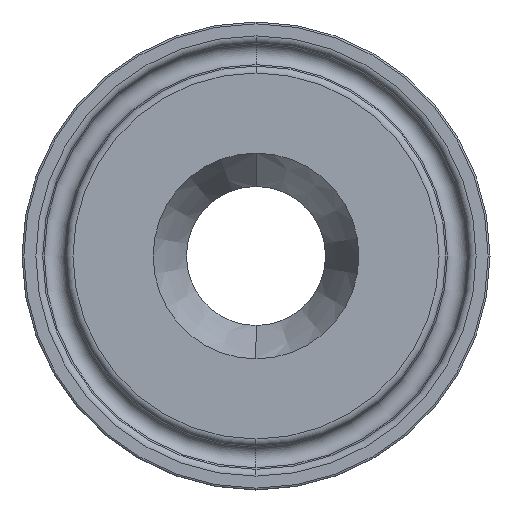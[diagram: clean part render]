
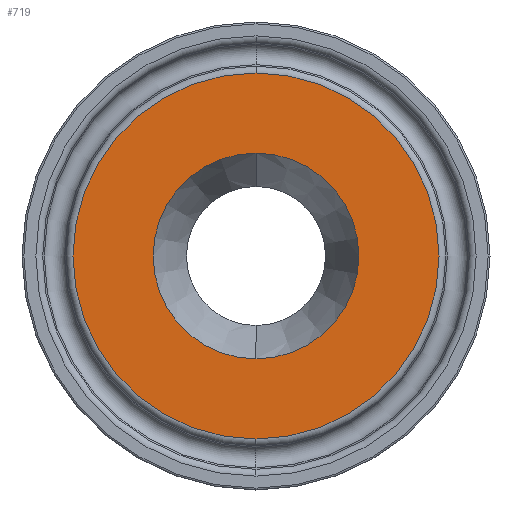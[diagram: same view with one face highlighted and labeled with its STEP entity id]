
A CAD part, left-side view. The second image highlights one B-rep face of the part: STEP entity #719.
In plain terms, the highlighted planar face has unit normal (-1, 0, 0).
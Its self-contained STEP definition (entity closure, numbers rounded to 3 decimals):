
#25 = EDGE_LOOP ( 'NONE', ( #1020, #685 ) ) ;
#49 = CARTESIAN_POINT ( 'NONE',  ( 0., 0., 0. ) ) ;
#87 = CARTESIAN_POINT ( 'NONE',  ( 0., 0., 11.1 ) ) ;
#130 = CIRCLE ( 'NONE', #326, 11.1 ) ;
#131 = AXIS2_PLACEMENT_3D ( 'NONE', #136, #317, #962 ) ;
#136 = CARTESIAN_POINT ( 'NONE',  ( 0., 25.05, 0. ) ) ;
#156 = ORIENTED_EDGE ( 'NONE', *, *, #840, .T. ) ;
#187 = CARTESIAN_POINT ( 'NONE',  ( 0., 0., 0. ) ) ;
#206 = VERTEX_POINT ( 'NONE', #87 ) ;
#240 = EDGE_LOOP ( 'NONE', ( #1042, #156 ) ) ;
#274 = DIRECTION ( 'NONE',  ( -1., 0., 0. ) ) ;
#308 = DIRECTION ( 'NONE',  ( -1., 0., 0. ) ) ;
#314 = AXIS2_PLACEMENT_3D ( 'NONE', #49, #308, #387 ) ;
#317 = DIRECTION ( 'NONE',  ( 1., 0., 0. ) ) ;
#326 = AXIS2_PLACEMENT_3D ( 'NONE', #662, #453, #752 ) ;
#362 = EDGE_CURVE ( 'NONE', #472, #506, #724, .T. ) ;
#387 = DIRECTION ( 'NONE',  ( 0., 0., 1. ) ) ;
#420 = CARTESIAN_POINT ( 'NONE',  ( 0., 0., -11.1 ) ) ;
#450 = CARTESIAN_POINT ( 'NONE',  ( 0., 0., 0. ) ) ;
#453 = DIRECTION ( 'NONE',  ( -1., 0., 0. ) ) ;
#472 = VERTEX_POINT ( 'NONE', #878 ) ;
#483 = CARTESIAN_POINT ( 'NONE',  ( 0., 0., -19.747 ) ) ;
#506 = VERTEX_POINT ( 'NONE', #483 ) ;
#529 = DIRECTION ( 'NONE',  ( 0., 0., 1. ) ) ;
#553 = CIRCLE ( 'NONE', #314, 11.1 ) ;
#629 = AXIS2_PLACEMENT_3D ( 'NONE', #450, #274, #529 ) ;
#630 = FACE_BOUND ( 'NONE', #25, .T. ) ;
#662 = CARTESIAN_POINT ( 'NONE',  ( 0., 0., 0. ) ) ;
#685 = ORIENTED_EDGE ( 'NONE', *, *, #903, .F. ) ;
#691 = DIRECTION ( 'NONE',  ( 0., 0., 1. ) ) ;
#695 = EDGE_CURVE ( 'NONE', #206, #1049, #553, .T. ) ;
#718 = FACE_OUTER_BOUND ( 'NONE', #240, .T. ) ;
#719 = ADVANCED_FACE ( 'NONE', ( #630, #718 ), #956, .F. ) ;
#724 = CIRCLE ( 'NONE', #963, 19.747 ) ;
#752 = DIRECTION ( 'NONE',  ( 0., 0., 1. ) ) ;
#835 = DIRECTION ( 'NONE',  ( -1., 0., 0. ) ) ;
#840 = EDGE_CURVE ( 'NONE', #506, #472, #1007, .T. ) ;
#878 = CARTESIAN_POINT ( 'NONE',  ( 0., 0., 19.747 ) ) ;
#903 = EDGE_CURVE ( 'NONE', #1049, #206, #130, .T. ) ;
#956 = PLANE ( 'NONE',  #131 ) ;
#962 = DIRECTION ( 'NONE',  ( 0., 0., -1. ) ) ;
#963 = AXIS2_PLACEMENT_3D ( 'NONE', #187, #835, #691 ) ;
#1007 = CIRCLE ( 'NONE', #629, 19.747 ) ;
#1020 = ORIENTED_EDGE ( 'NONE', *, *, #695, .F. ) ;
#1042 = ORIENTED_EDGE ( 'NONE', *, *, #362, .T. ) ;
#1049 = VERTEX_POINT ( 'NONE', #420 ) ;
